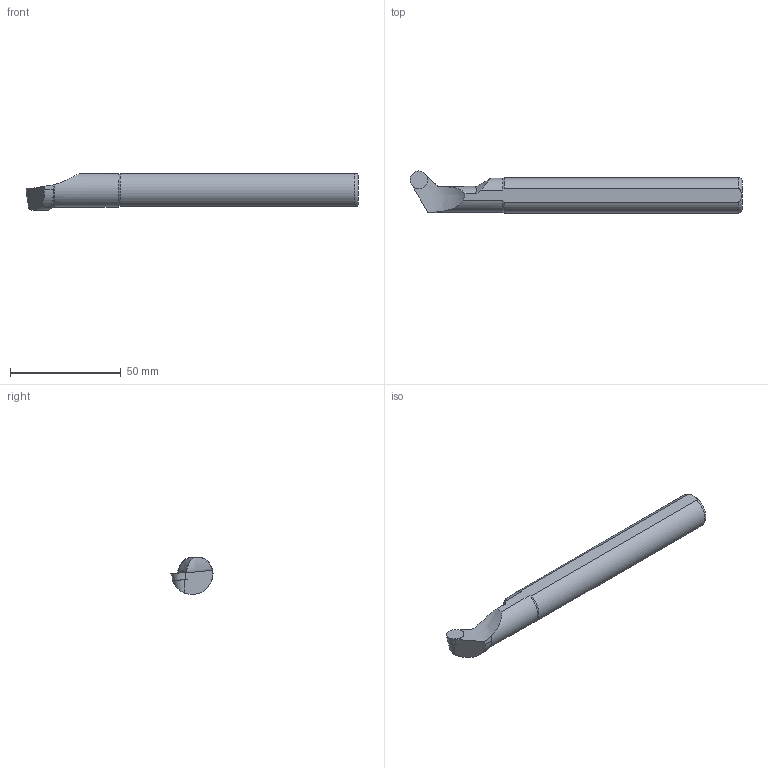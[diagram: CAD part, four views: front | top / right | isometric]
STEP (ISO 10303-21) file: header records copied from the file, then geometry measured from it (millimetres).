
FILE_DESCRIPTION(/* description */ (''),/* implementation_level */ '2;1');
FILE_NAME(/* name */ 'A16M-SRGCL-08.stp',/* time_stamp */ '2023-10-18T14:55:55+03:00',/* author */ (''),/* organization */ (''),/* preprocessor_version */ 'ST-DEVELOPER v19.4',/* originating_system */ 'SIEMENS PLM Software NX2306.3001',/* authorisation */ '');
FILE_SCHEMA (('AUTOMOTIVE_DESIGN { 1 0 10303 214 3 1 1 1 }'));
Length unit declared in the file: millimetre
Products named in the file (1): model1_objects
Bounding box: 150 x 19 x 16.69 mm (x, y, z)
Volume: 26480 mm3; surface area: 7586.6 mm2
Topology: 2 solids, 2 shells, 29 faces, 73 edges, 48 vertices
Faces by surface type: plane 9, cone 9, cylinder 6, torus 4, bspline 1
Entity records: 1281 total; most frequent: CARTESIAN_POINT 584, ORIENTED_EDGE 140, DIRECTION 117, EDGE_CURVE 70, AXIS2_PLACEMENT_3D 51, VERTEX_POINT 47, B_SPLINE_CURVE_WITH_KNOTS 33, EDGE_LOOP 31
